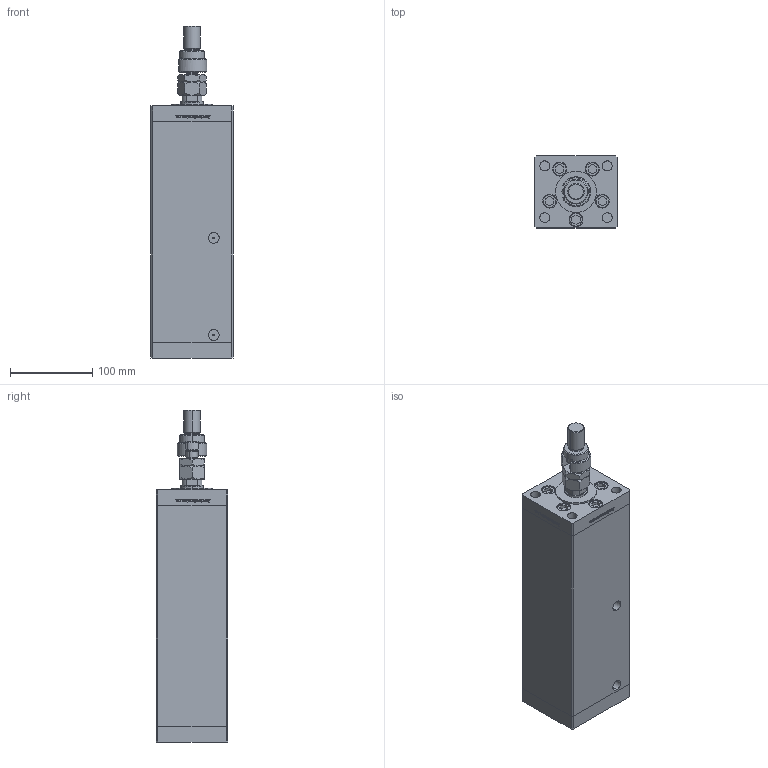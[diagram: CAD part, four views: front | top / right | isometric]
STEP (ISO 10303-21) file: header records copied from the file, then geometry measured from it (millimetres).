
FILE_DESCRIPTION (( 'STEP AP203' ), '1' );
FILE_NAME ('2b46.STEP', '2022-04-14T21:41:22', ( '' ), ( '' ), 'SwSTEP 2.0', 'SolidWorks 2019', '' );
FILE_SCHEMA (( 'CONFIG_CONTROL_DESIGN' ));
Length unit declared in the file: millimetre
Products named in the file (9): DFA 654691f63a01aed1922b4a6c24bd6393; V220C_VC_B 654691f63a01aed1922b4a6c24bd6393; V220C BACK_B 654691f63a01aed1922b4a6c24bd6393; V220C_FRONT_B 654691f63a01aed1922b4a6c24bd6393; ALLEN BOLT 654691f63a01aed1922b4a6c24bd6393; MFA 654691f63a01aed1922b4a6c24bd6393; V220C_B MIDDLE 654691f63a01aed1922b4a6c24bd6393; FEMALE_PART_FOR_DFA 654691f63a01aed1922b4a6c24bd6393; 2b46
Assembly tree (17 placements, depth 3):
  2b46
    V220C_B MIDDLE 654691f63a01aed1922b4a6c24bd6393
    V220C BACK_B 654691f63a01aed1922b4a6c24bd6393
    V220C_FRONT_B 654691f63a01aed1922b4a6c24bd6393
    V220C_VC_B 654691f63a01aed1922b4a6c24bd6393
    ALLEN BOLT 654691f63a01aed1922b4a6c24bd6393  x10
    DFA 654691f63a01aed1922b4a6c24bd6393
      FEMALE_PART_FOR_DFA 654691f63a01aed1922b4a6c24bd6393
      MFA 654691f63a01aed1922b4a6c24bd6393
Bounding box: 100 x 87 x 403.5 mm (x, y, z)
Volume: 2339127.9 mm3; surface area: 295222.8 mm2
Topology: 16 solids, 16 shells, 1270 faces, 3142 edges, 2045 vertices
Faces by surface type: plane 492, bspline 484, cylinder 160, cone 86, torus 48
Entity records: 55027 total; most frequent: CARTESIAN_POINT 30983, ORIENTED_EDGE 5452, DIRECTION 3226, EDGE_CURVE 2726, VERTEX_POINT 1793, LINE 1378, VECTOR 1378, EDGE_LOOP 1239
